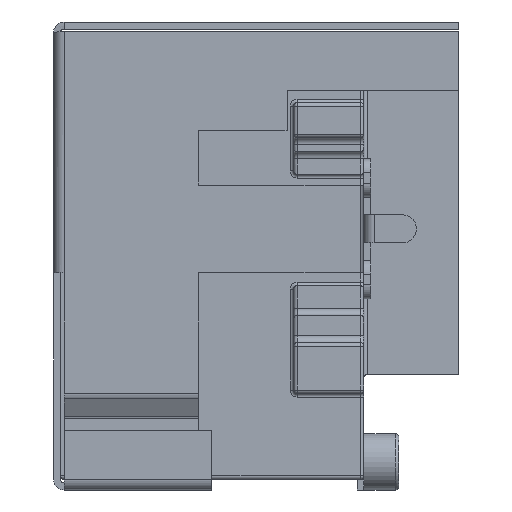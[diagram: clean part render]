
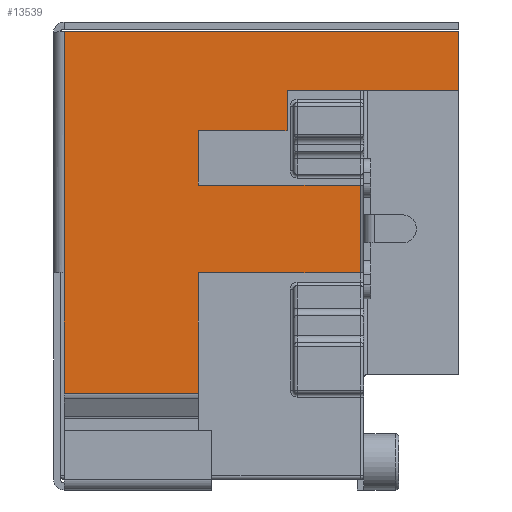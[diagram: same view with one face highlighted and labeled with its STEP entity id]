
A CAD part, left-side view. The second image highlights one B-rep face of the part: STEP entity #13539.
In plain terms, the highlighted planar face has unit normal (-1, 0, 0).
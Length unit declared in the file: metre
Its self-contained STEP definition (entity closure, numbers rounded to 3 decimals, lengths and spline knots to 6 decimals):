
#565=LINE('',#25367,#1822);
#649=LINE('',#25583,#1906);
#668=LINE('',#25645,#1925);
#679=LINE('',#25677,#1936);
#683=LINE('',#25686,#1940);
#687=LINE('',#25694,#1944);
#689=LINE('',#25697,#1946);
#714=LINE('',#25779,#1971);
#717=LINE('',#25785,#1974);
#740=LINE('',#25925,#1997);
#746=LINE('',#25936,#2003);
#758=LINE('',#25959,#2015);
#759=LINE('',#25961,#2016);
#1822=VECTOR('',#20944,1.);
#1906=VECTOR('',#21148,1.);
#1925=VECTOR('',#21211,1.);
#1936=VECTOR('',#21236,1.);
#1940=VECTOR('',#21242,1.);
#1944=VECTOR('',#21248,1.);
#1946=VECTOR('',#21252,1.);
#1971=VECTOR('',#21295,1.);
#1974=VECTOR('',#21300,1.);
#1997=VECTOR('',#21341,1.);
#2003=VECTOR('',#21353,1.);
#2015=VECTOR('',#21383,1.);
#2016=VECTOR('',#21386,1.);
#4734=ORIENTED_EDGE('',*,*,#7615,.F.);
#4735=ORIENTED_EDGE('',*,*,#7857,.T.);
#4736=ORIENTED_EDGE('',*,*,#7773,.T.);
#4737=ORIENTED_EDGE('',*,*,#7777,.T.);
#4738=ORIENTED_EDGE('',*,*,#7779,.T.);
#4739=ORIENTED_EDGE('',*,*,#7769,.T.);
#4740=ORIENTED_EDGE('',*,*,#7806,.T.);
#4741=ORIENTED_EDGE('',*,*,#7809,.F.);
#4742=ORIENTED_EDGE('',*,*,#7838,.F.);
#4743=ORIENTED_EDGE('',*,*,#7754,.F.);
#4744=ORIENTED_EDGE('',*,*,#7723,.T.);
#4745=ORIENTED_EDGE('',*,*,#7844,.T.);
#4746=ORIENTED_EDGE('',*,*,#7856,.T.);
#7615=EDGE_CURVE('',#9295,#9296,#565,.T.);
#7723=EDGE_CURVE('',#9367,#9368,#649,.T.);
#7754=EDGE_CURVE('',#9367,#9388,#668,.T.);
#7769=EDGE_CURVE('',#9402,#9401,#679,.T.);
#7773=EDGE_CURVE('',#9406,#9405,#683,.T.);
#7777=EDGE_CURVE('',#9405,#9408,#687,.T.);
#7779=EDGE_CURVE('',#9408,#9402,#689,.T.);
#7806=EDGE_CURVE('',#9401,#9425,#714,.T.);
#7809=EDGE_CURVE('',#9427,#9425,#717,.T.);
#7838=EDGE_CURVE('',#9388,#9427,#740,.T.);
#7844=EDGE_CURVE('',#9368,#9441,#746,.T.);
#7856=EDGE_CURVE('',#9441,#9296,#758,.T.);
#7857=EDGE_CURVE('',#9295,#9406,#759,.T.);
#9295=VERTEX_POINT('',#25368);
#9296=VERTEX_POINT('',#25369);
#9367=VERTEX_POINT('',#25584);
#9368=VERTEX_POINT('',#25585);
#9388=VERTEX_POINT('',#25646);
#9401=VERTEX_POINT('',#25676);
#9402=VERTEX_POINT('',#25678);
#9405=VERTEX_POINT('',#25685);
#9406=VERTEX_POINT('',#25687);
#9408=VERTEX_POINT('',#25693);
#9425=VERTEX_POINT('',#25780);
#9427=VERTEX_POINT('',#25786);
#9441=VERTEX_POINT('',#25937);
#10846=EDGE_LOOP('',(#4734,#4735,#4736,#4737,#4738,#4739,#4740,#4741,#4742,
#4743,#4744,#4745,#4746));
#11630=FACE_BOUND('',#10846,.T.);
#12265=PLANE('',#18942);
#13539=ADVANCED_FACE('',(#11630),#12265,.F.);
#18942=AXIS2_PLACEMENT_3D('',#25964,#21390,#21391);
#20944=DIRECTION('',(0.,0.,-1.));
#21148=DIRECTION('',(0.,-1.,0.));
#21211=DIRECTION('',(0.,0.,1.));
#21236=DIRECTION('',(0.,-1.,0.));
#21242=DIRECTION('',(0.,0.,1.));
#21248=DIRECTION('',(0.,-1.,0.));
#21252=DIRECTION('',(0.,0.,1.));
#21295=DIRECTION('',(0.,0.,1.));
#21300=DIRECTION('',(0.,-1.,0.));
#21341=DIRECTION('',(0.,0.,1.));
#21353=DIRECTION('',(0.,0.,1.));
#21383=DIRECTION('',(0.,-1.,0.));
#21386=DIRECTION('',(0.,1.,0.));
#21390=DIRECTION('',(1.,0.,0.));
#21391=DIRECTION('',(0.,-1.,0.));
#25367=CARTESIAN_POINT('',(-0.00735,0.0003,0.004871));
#25368=CARTESIAN_POINT('',(-0.00735,0.0003,0.004871));
#25369=CARTESIAN_POINT('',(-0.00735,0.0003,0.002371));
#25583=CARTESIAN_POINT('',(-0.00735,0.00905,-0.001077));
#25584=CARTESIAN_POINT('',(-0.00735,0.00875,-0.001077));
#25585=CARTESIAN_POINT('',(-0.00735,0.004917,-0.001077));
#25645=CARTESIAN_POINT('',(-0.00735,0.00875,0.002846));
#25646=CARTESIAN_POINT('',(-0.00735,0.00875,0.002371));
#25676=CARTESIAN_POINT('',(-0.00735,-0.0025,0.007581));
#25677=CARTESIAN_POINT('',(-0.00735,-0.0025,0.007581));
#25678=CARTESIAN_POINT('',(-0.00735,0.00239,0.007581));
#25685=CARTESIAN_POINT('',(-0.00735,0.004917,0.006418));
#25686=CARTESIAN_POINT('',(-0.00735,0.004917,0.002846));
#25687=CARTESIAN_POINT('',(-0.00735,0.004917,0.004871));
#25693=CARTESIAN_POINT('',(-0.00735,0.00239,0.006418));
#25694=CARTESIAN_POINT('',(-0.00735,0.00239,0.006418));
#25697=CARTESIAN_POINT('',(-0.00735,0.00239,0.007581));
#25779=CARTESIAN_POINT('',(-0.00735,-0.0025,0.002846));
#25780=CARTESIAN_POINT('',(-0.00735,-0.0025,0.00925));
#25785=CARTESIAN_POINT('',(-0.00735,0.00905,0.00925));
#25786=CARTESIAN_POINT('',(-0.00735,0.00875,0.00925));
#25925=CARTESIAN_POINT('',(-0.00735,0.00875,0.002846));
#25936=CARTESIAN_POINT('',(-0.00735,0.004917,0.002371));
#25937=CARTESIAN_POINT('',(-0.00735,0.004917,0.002371));
#25959=CARTESIAN_POINT('',(-0.00735,0.0002,0.002371));
#25961=CARTESIAN_POINT('',(-0.00735,0.004917,0.004871));
#25964=CARTESIAN_POINT('',(-0.00735,0.00905,0.002846));
